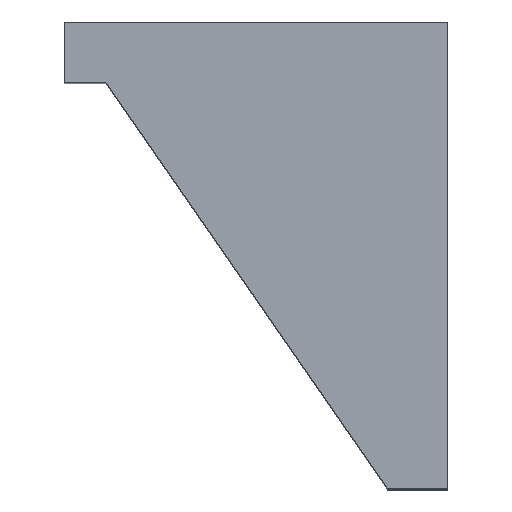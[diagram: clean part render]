
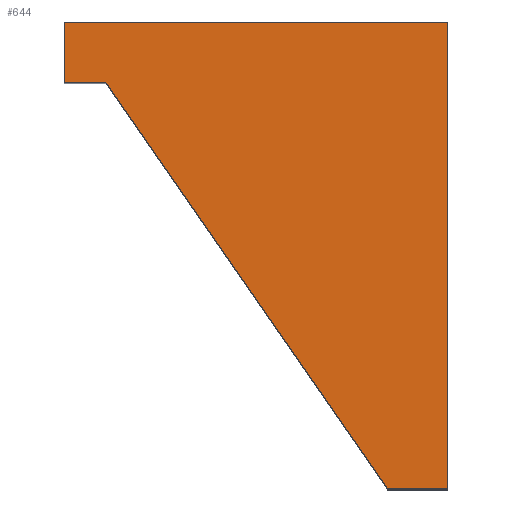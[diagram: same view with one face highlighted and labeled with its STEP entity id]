
A CAD part, top view. The second image highlights one B-rep face of the part: STEP entity #644.
In plain terms, the highlighted planar face has unit normal (0, 0, 1).
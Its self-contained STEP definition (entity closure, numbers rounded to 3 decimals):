
#93=FACE_OUTER_BOUND('',#139,.T.);
#139=EDGE_LOOP('',(#565,#566,#567,#568,#569,#570));
#184=LINE('',#993,#251);
#188=LINE('',#1007,#255);
#198=LINE('',#1027,#265);
#209=LINE('',#1052,#276);
#210=LINE('',#1055,#277);
#211=LINE('',#1056,#278);
#251=VECTOR('',#817,10.);
#255=VECTOR('',#829,10.);
#265=VECTOR('',#849,10.);
#276=VECTOR('',#876,10.);
#277=VECTOR('',#879,10.);
#278=VECTOR('',#880,10.);
#317=VERTEX_POINT('',#990);
#318=VERTEX_POINT('',#992);
#324=VERTEX_POINT('',#1006);
#329=VERTEX_POINT('',#1026);
#335=VERTEX_POINT('',#1050);
#336=VERTEX_POINT('',#1054);
#387=EDGE_CURVE('',#318,#317,#184,.T.);
#394=EDGE_CURVE('',#317,#324,#188,.T.);
#404=EDGE_CURVE('',#329,#324,#198,.T.);
#417=EDGE_CURVE('',#329,#335,#209,.T.);
#418=EDGE_CURVE('',#336,#335,#210,.T.);
#419=EDGE_CURVE('',#318,#336,#211,.T.);
#565=ORIENTED_EDGE('',*,*,#387,.T.);
#566=ORIENTED_EDGE('',*,*,#394,.T.);
#567=ORIENTED_EDGE('',*,*,#404,.F.);
#568=ORIENTED_EDGE('',*,*,#417,.T.);
#569=ORIENTED_EDGE('',*,*,#418,.F.);
#570=ORIENTED_EDGE('',*,*,#419,.F.);
#612=PLANE('',#717);
#644=ADVANCED_FACE('',(#93),#612,.T.);
#717=AXIS2_PLACEMENT_3D('',#1053,#877,#878);
#817=DIRECTION('',(1.,0.,0.));
#829=DIRECTION('',(0.57,-0.822,0.));
#849=DIRECTION('',(-1.,0.,0.));
#876=DIRECTION('',(0.,1.,0.));
#877=DIRECTION('center_axis',(0.,0.,1.));
#878=DIRECTION('ref_axis',(1.,0.,0.));
#879=DIRECTION('',(1.,0.,0.));
#880=DIRECTION('',(0.,1.,0.));
#990=CARTESIAN_POINT('',(-9.976,0.,33.));
#992=CARTESIAN_POINT('',(-12.75,0.,33.));
#993=CARTESIAN_POINT('',(-12.75,0.,33.));
#1006=CARTESIAN_POINT('',(8.75,-27.,33.));
#1007=CARTESIAN_POINT('',(-9.976,0.,33.));
#1026=CARTESIAN_POINT('',(12.75,-27.,33.));
#1027=CARTESIAN_POINT('',(12.75,-27.,33.));
#1050=CARTESIAN_POINT('',(12.75,4.,33.));
#1052=CARTESIAN_POINT('',(12.75,0.,33.));
#1053=CARTESIAN_POINT('Origin',(-12.75,0.,33.));
#1054=CARTESIAN_POINT('',(-12.75,4.,33.));
#1055=CARTESIAN_POINT('',(-12.75,4.,33.));
#1056=CARTESIAN_POINT('',(-12.75,0.,33.));
